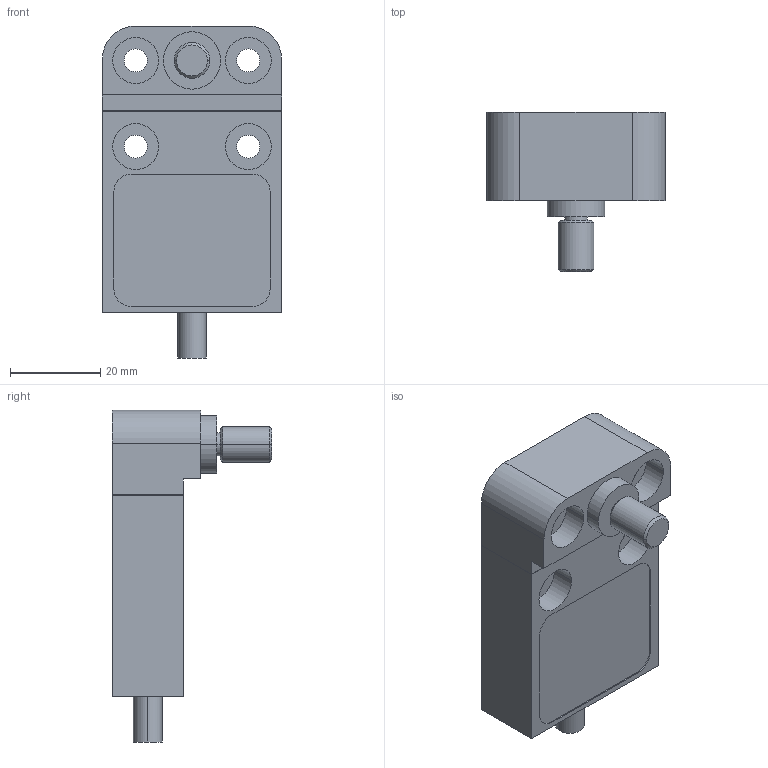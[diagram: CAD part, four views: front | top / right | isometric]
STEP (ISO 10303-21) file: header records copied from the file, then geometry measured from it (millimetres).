
FILE_DESCRIPTION(('STEP AP242'),'1');
FILE_NAME('9007ms04s0102.stp','2021-09-28T13:06:28',('TraceParts'),('TraceParts S.A.'),'Spatial InterOp 3D',' ',' ');
FILE_SCHEMA(('AP242_MANAGED_MODEL_BASED_3D_ENGINEERING_MIM_LF {1 0 10303 442 1 1 4}'));
Length unit declared in the file: millimetre
Products named in the file (1): 9007ms04s0102
Bounding box: 39.62 x 35.33 x 73.41 mm (x, y, z)
Volume: 39660 mm3; surface area: 10526.1 mm2
Topology: 1 solids, 1 shells, 65 faces, 152 edges, 100 vertices
Faces by surface type: plane 31, cylinder 30, cone 4
Entity records: 2438 total; most frequent: DIRECTION 348, CARTESIAN_POINT 318, ORIENTED_EDGE 304, EDGE_CURVE 152, AXIS2_PLACEMENT_3D 130, VERTEX_POINT 100, LINE 88, VECTOR 88
